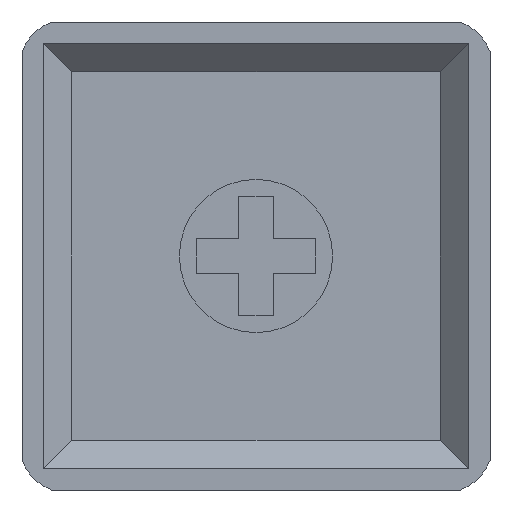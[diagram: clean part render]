
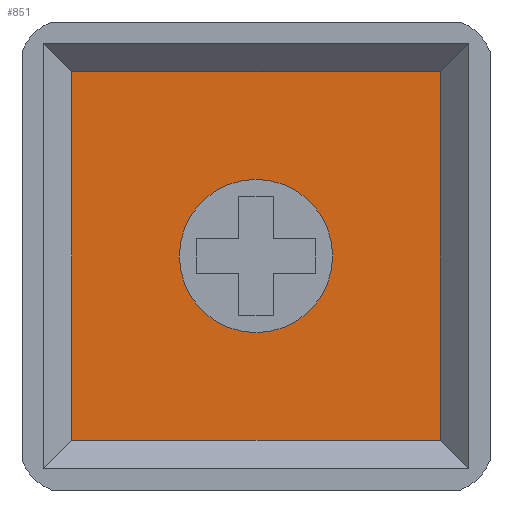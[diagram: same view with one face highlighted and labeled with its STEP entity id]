
A CAD part, front view. The second image highlights one B-rep face of the part: STEP entity #851.
In plain terms, the highlighted planar face has unit normal (0, -1, 0).
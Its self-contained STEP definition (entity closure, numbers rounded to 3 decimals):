
#17=FACE_BOUND('',#316,.T.);
#28=PLANE('',#908);
#72=CIRCLE('',#909,2.7);
#103=LINE('',#1682,#175);
#104=LINE('',#1685,#176);
#106=LINE('',#1689,#178);
#107=LINE('',#1690,#179);
#175=VECTOR('',#1029,10.);
#176=VECTOR('',#1032,10.);
#178=VECTOR('',#1036,10.);
#179=VECTOR('',#1037,10.);
#263=FACE_OUTER_BOUND('',#315,.T.);
#315=EDGE_LOOP('',(#721,#722,#723,#724));
#316=EDGE_LOOP('',(#725));
#417=VERTEX_POINT('',#1678);
#418=VERTEX_POINT('',#1680);
#419=VERTEX_POINT('',#1684);
#420=VERTEX_POINT('',#1688);
#421=VERTEX_POINT('',#1691);
#526=EDGE_CURVE('',#418,#417,#103,.T.);
#527=EDGE_CURVE('',#417,#419,#104,.T.);
#529=EDGE_CURVE('',#420,#418,#106,.T.);
#530=EDGE_CURVE('',#419,#420,#107,.T.);
#531=EDGE_CURVE('',#421,#421,#72,.T.);
#721=ORIENTED_EDGE('',*,*,#526,.F.);
#722=ORIENTED_EDGE('',*,*,#529,.F.);
#723=ORIENTED_EDGE('',*,*,#530,.F.);
#724=ORIENTED_EDGE('',*,*,#527,.F.);
#725=ORIENTED_EDGE('',*,*,#531,.F.);
#851=ADVANCED_FACE('',(#263,#17),#28,.F.);
#908=AXIS2_PLACEMENT_3D('',#1687,#1034,#1035);
#909=AXIS2_PLACEMENT_3D('',#1692,#1038,#1039);
#1029=DIRECTION('',(1.,0.,0.));
#1032=DIRECTION('',(0.,0.,-1.));
#1034=DIRECTION('center_axis',(0.,1.,0.));
#1035=DIRECTION('ref_axis',(-1.,0.,0.));
#1036=DIRECTION('',(0.,0.,1.));
#1037=DIRECTION('',(-1.,0.,0.));
#1038=DIRECTION('center_axis',(0.,-1.,0.));
#1039=DIRECTION('ref_axis',(1.,0.,0.));
#1678=CARTESIAN_POINT('',(6.5,2.3,6.5));
#1680=CARTESIAN_POINT('',(-6.5,2.3,6.5));
#1682=CARTESIAN_POINT('',(-3.75,2.3,6.5));
#1684=CARTESIAN_POINT('',(6.5,2.3,-6.5));
#1685=CARTESIAN_POINT('',(6.5,2.3,3.75));
#1687=CARTESIAN_POINT('Origin',(0.,2.3,0.));
#1688=CARTESIAN_POINT('',(-6.5,2.3,-6.5));
#1689=CARTESIAN_POINT('',(-6.5,2.3,-3.75));
#1690=CARTESIAN_POINT('',(3.75,2.3,-6.5));
#1691=CARTESIAN_POINT('',(-2.7,2.3,0.));
#1692=CARTESIAN_POINT('Origin',(0.,2.3,0.));
